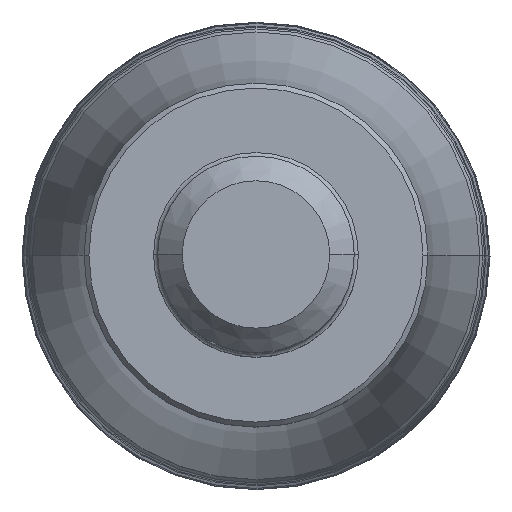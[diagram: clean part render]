
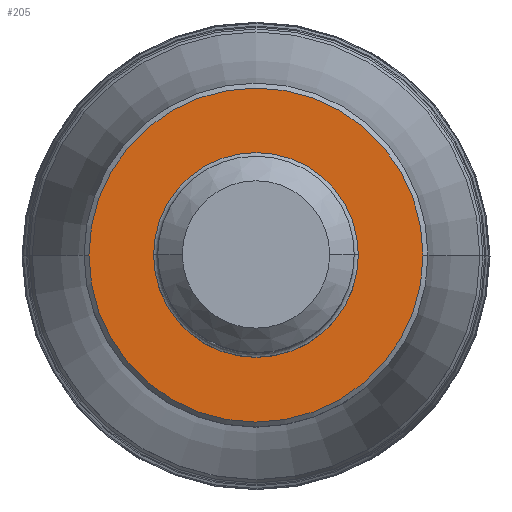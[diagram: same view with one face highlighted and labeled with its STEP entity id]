
A CAD part, top view. The second image highlights one B-rep face of the part: STEP entity #205.
In plain terms, the highlighted planar face has unit normal (0, 0, 1).
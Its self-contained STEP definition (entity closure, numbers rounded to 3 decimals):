
#41=PLANE('',#2028);
#46=FACE_BOUND('',#480,.T.);
#47=FACE_BOUND('',#481,.T.);
#205=ADVANCED_FACE('',(#46,#47),#41,.T.);
#480=EDGE_LOOP('',(#875,#876,#877,#878));
#481=EDGE_LOOP('',(#879,#880));
#875=ORIENTED_EDGE('',*,*,#1287,.F.);
#876=ORIENTED_EDGE('',*,*,#1286,.T.);
#877=ORIENTED_EDGE('',*,*,#1288,.F.);
#878=ORIENTED_EDGE('',*,*,#1289,.T.);
#879=ORIENTED_EDGE('',*,*,#1290,.F.);
#880=ORIENTED_EDGE('',*,*,#1291,.F.);
#1071=VERTEX_POINT('',#3891);
#1072=VERTEX_POINT('',#3893);
#1073=VERTEX_POINT('',#3895);
#1074=VERTEX_POINT('',#3899);
#1075=VERTEX_POINT('',#3902);
#1076=VERTEX_POINT('',#3903);
#1286=EDGE_CURVE('',#1073,#1072,#1560,.T.);
#1287=EDGE_CURVE('',#1073,#1071,#1561,.T.);
#1288=EDGE_CURVE('',#1074,#1072,#1562,.T.);
#1289=EDGE_CURVE('',#1074,#1071,#1563,.T.);
#1290=EDGE_CURVE('',#1075,#1076,#1564,.T.);
#1291=EDGE_CURVE('',#1076,#1075,#1565,.T.);
#1560=CIRCLE('',#2021,10.2);
#1561=CIRCLE('',#2022,10.2);
#1562=CIRCLE('',#2024,10.2);
#1563=CIRCLE('',#2025,10.2);
#1564=CIRCLE('',#2026,6.25);
#1565=CIRCLE('',#2027,6.25);
#2021=AXIS2_PLACEMENT_3D('',#3894,#2516,#2517);
#2022=AXIS2_PLACEMENT_3D('',#3896,#2518,#2519);
#2024=AXIS2_PLACEMENT_3D('',#3898,#2522,#2523);
#2025=AXIS2_PLACEMENT_3D('',#3900,#2524,#2525);
#2026=AXIS2_PLACEMENT_3D('',#3901,#2526,#2527);
#2027=AXIS2_PLACEMENT_3D('',#3904,#2528,#2529);
#2028=AXIS2_PLACEMENT_3D('',#3905,#2530,#2531);
#2516=DIRECTION('',(0.,0.,1.));
#2517=DIRECTION('',(1.,-0.001,0.));
#2518=DIRECTION('',(0.,0.,-1.));
#2519=DIRECTION('',(1.,-0.001,0.));
#2522=DIRECTION('',(0.,0.,-1.));
#2523=DIRECTION('',(-1.,0.001,0.));
#2524=DIRECTION('',(0.,0.,1.));
#2525=DIRECTION('',(-1.,0.001,0.));
#2526=DIRECTION('',(0.,0.,1.));
#2527=DIRECTION('',(-1.,0.,0.));
#2528=DIRECTION('',(0.,0.,1.));
#2529=DIRECTION('',(1.,0.,0.));
#2530=DIRECTION('',(0.,0.,1.));
#2531=DIRECTION('',(-1.,0.,0.));
#3891=CARTESIAN_POINT('',(-10.2,0.,0.));
#3893=CARTESIAN_POINT('',(10.2,0.,0.));
#3894=CARTESIAN_POINT('',(0.,0.,0.));
#3895=CARTESIAN_POINT('',(10.2,-0.012,0.));
#3896=CARTESIAN_POINT('',(0.,0.,0.));
#3898=CARTESIAN_POINT('',(0.,0.,0.));
#3899=CARTESIAN_POINT('',(-10.2,0.012,0.));
#3900=CARTESIAN_POINT('',(0.,0.,0.));
#3901=CARTESIAN_POINT('',(0.,0.,0.));
#3902=CARTESIAN_POINT('',(-6.25,0.,0.));
#3903=CARTESIAN_POINT('',(6.25,0.,0.));
#3904=CARTESIAN_POINT('',(0.,0.,0.));
#3905=CARTESIAN_POINT('',(0.,0.,0.));
